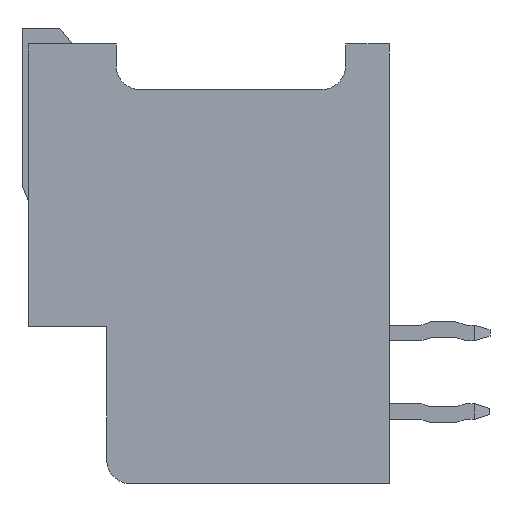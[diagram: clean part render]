
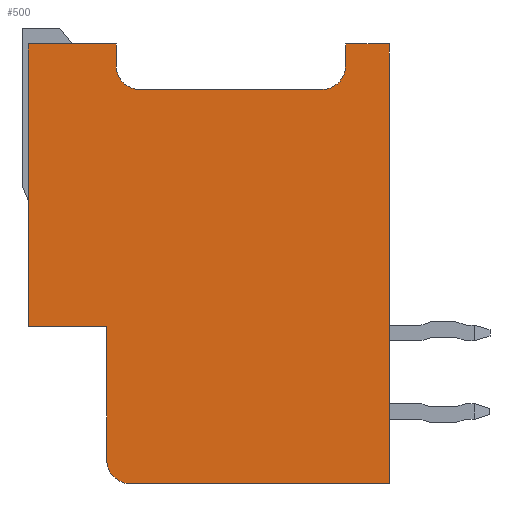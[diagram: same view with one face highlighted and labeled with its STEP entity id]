
A CAD part, left-side view. The second image highlights one B-rep face of the part: STEP entity #500.
In plain terms, the highlighted planar face has unit normal (-1, 0, 0).
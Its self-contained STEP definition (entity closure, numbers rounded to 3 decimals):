
#500 = ADVANCED_FACE( '', ( #1140 ), #1141, .F. );
#1140 = FACE_OUTER_BOUND( '', #1964, .T. );
#1141 = PLANE( '', #1965 );
#1964 = EDGE_LOOP( '', ( #3060, #3061, #3062, #3063, #3064, #3065, #3066, #3067, #3068, #3069, #3070, #3071, #3072 ) );
#1965 = AXIS2_PLACEMENT_3D( '', #3073, #3074, #3075 );
#3060 = ORIENTED_EDGE( '', *, *, #5489, .F. );
#3061 = ORIENTED_EDGE( '', *, *, #5490, .T. );
#3062 = ORIENTED_EDGE( '', *, *, #5491, .F. );
#3063 = ORIENTED_EDGE( '', *, *, #5335, .F. );
#3064 = ORIENTED_EDGE( '', *, *, #5492, .F. );
#3065 = ORIENTED_EDGE( '', *, *, #5493, .F. );
#3066 = ORIENTED_EDGE( '', *, *, #5494, .T. );
#3067 = ORIENTED_EDGE( '', *, *, #5495, .F. );
#3068 = ORIENTED_EDGE( '', *, *, #5496, .T. );
#3069 = ORIENTED_EDGE( '', *, *, #5497, .F. );
#3070 = ORIENTED_EDGE( '', *, *, #5498, .F. );
#3071 = ORIENTED_EDGE( '', *, *, #5499, .F. );
#3072 = ORIENTED_EDGE( '', *, *, #5500, .F. );
#3073 = CARTESIAN_POINT( '', ( -5.7, 0., 0. ) );
#3074 = DIRECTION( '', ( 1., 0., 0. ) );
#3075 = DIRECTION( '', ( 0., 0., -1. ) );
#5335 = EDGE_CURVE( '', #6447, #6449, #6450, .T. );
#5489 = EDGE_CURVE( '', #6720, #6721, #6722, .T. );
#5490 = EDGE_CURVE( '', #6720, #6723, #6724, .F. );
#5491 = EDGE_CURVE( '', #6449, #6723, #6725, .T. );
#5492 = EDGE_CURVE( '', #6726, #6447, #6727, .T. );
#5493 = EDGE_CURVE( '', #6728, #6726, #6729, .T. );
#5494 = EDGE_CURVE( '', #6728, #6730, #6731, .T. );
#5495 = EDGE_CURVE( '', #6732, #6730, #6733, .T. );
#5496 = EDGE_CURVE( '', #6732, #6734, #6735, .T. );
#5497 = EDGE_CURVE( '', #6736, #6734, #6737, .T. );
#5498 = EDGE_CURVE( '', #6738, #6736, #6739, .T. );
#5499 = EDGE_CURVE( '', #6740, #6738, #6741, .T. );
#5500 = EDGE_CURVE( '', #6721, #6740, #6742, .T. );
#6447 = VERTEX_POINT( '', #8051 );
#6449 = VERTEX_POINT( '', #8054 );
#6450 = LINE( '', #8055, #8056 );
#6720 = VERTEX_POINT( '', #8448 );
#6721 = VERTEX_POINT( '', #8449 );
#6722 = LINE( '', #8450, #8451 );
#6723 = VERTEX_POINT( '', #8452 );
#6724 = CIRCLE( '', #8453, 0.75 );
#6725 = LINE( '', #8454, #8455 );
#6726 = VERTEX_POINT( '', #8456 );
#6727 = LINE( '', #8457, #8458 );
#6728 = VERTEX_POINT( '', #8459 );
#6729 = LINE( '', #8460, #8461 );
#6730 = VERTEX_POINT( '', #8462 );
#6731 = CIRCLE( '', #8463, 0.75 );
#6732 = VERTEX_POINT( '', #8464 );
#6733 = LINE( '', #8465, #8466 );
#6734 = VERTEX_POINT( '', #8467 );
#6735 = CIRCLE( '', #8468, 0.75 );
#6736 = VERTEX_POINT( '', #8469 );
#6737 = LINE( '', #8470, #8471 );
#6738 = VERTEX_POINT( '', #8472 );
#6739 = LINE( '', #8473, #8474 );
#6740 = VERTEX_POINT( '', #8475 );
#6741 = LINE( '', #8476, #8477 );
#6742 = LINE( '', #8478, #8479 );
#8051 = CARTESIAN_POINT( '', ( -5.7, -4.5, 7. ) );
#8054 = CARTESIAN_POINT( '', ( -5.7, -4.5, -7. ) );
#8055 = CARTESIAN_POINT( '', ( -5.7, -4.5, 7. ) );
#8056 = VECTOR( '', #10106, 1000. );
#8448 = CARTESIAN_POINT( '', ( -5.7, 4.5, -6.25 ) );
#8449 = CARTESIAN_POINT( '', ( -5.7, 4.5, -2. ) );
#8450 = CARTESIAN_POINT( '', ( -5.7, 4.5, -7. ) );
#8451 = VECTOR( '', #10244, 1000. );
#8452 = CARTESIAN_POINT( '', ( -5.7, 3.75, -7. ) );
#8453 = AXIS2_PLACEMENT_3D( '', #10245, #10246, #10247 );
#8454 = CARTESIAN_POINT( '', ( -5.7, -4.5, -7. ) );
#8455 = VECTOR( '', #10248, 1000. );
#8456 = CARTESIAN_POINT( '', ( -5.7, -3.1, 7. ) );
#8457 = CARTESIAN_POINT( '', ( -5.7, -3.1, 7. ) );
#8458 = VECTOR( '', #10249, 1000. );
#8459 = CARTESIAN_POINT( '', ( -5.7, -3.1, 6.3 ) );
#8460 = CARTESIAN_POINT( '', ( -5.7, -3.1, 5.55 ) );
#8461 = VECTOR( '', #10250, 1000. );
#8462 = CARTESIAN_POINT( '', ( -5.7, -2.35, 5.55 ) );
#8463 = AXIS2_PLACEMENT_3D( '', #10251, #10252, #10253 );
#8464 = CARTESIAN_POINT( '', ( -5.7, 3.45, 5.55 ) );
#8465 = CARTESIAN_POINT( '', ( -5.7, 4.2, 5.55 ) );
#8466 = VECTOR( '', #10254, 1000. );
#8467 = CARTESIAN_POINT( '', ( -5.7, 4.2, 6.3 ) );
#8468 = AXIS2_PLACEMENT_3D( '', #10255, #10256, #10257 );
#8469 = CARTESIAN_POINT( '', ( -5.7, 4.2, 7. ) );
#8470 = CARTESIAN_POINT( '', ( -5.7, 4.2, 7. ) );
#8471 = VECTOR( '', #10258, 1000. );
#8472 = CARTESIAN_POINT( '', ( -5.7, 7., 7. ) );
#8473 = CARTESIAN_POINT( '', ( -5.7, 7., 7. ) );
#8474 = VECTOR( '', #10259, 1000. );
#8475 = CARTESIAN_POINT( '', ( -5.7, 7., -2. ) );
#8476 = CARTESIAN_POINT( '', ( -5.7, 7., -2. ) );
#8477 = VECTOR( '', #10260, 1000. );
#8478 = CARTESIAN_POINT( '', ( -5.7, 4.5, -2. ) );
#8479 = VECTOR( '', #10261, 1000. );
#10106 = DIRECTION( '', ( 0., 0., -1. ) );
#10244 = DIRECTION( '', ( 0., 0., 1. ) );
#10245 = CARTESIAN_POINT( '', ( -5.7, 3.75, -6.25 ) );
#10246 = DIRECTION( '', ( 1., 0., 0. ) );
#10247 = DIRECTION( '', ( 0., 0., -1. ) );
#10248 = DIRECTION( '', ( 0., 1., 0. ) );
#10249 = DIRECTION( '', ( 0., -1., 0. ) );
#10250 = DIRECTION( '', ( 0., 0., 1. ) );
#10251 = CARTESIAN_POINT( '', ( -5.7, -2.35, 6.3 ) );
#10252 = DIRECTION( '', ( 1., 0., 0. ) );
#10253 = DIRECTION( '', ( 0., 0., -1. ) );
#10254 = DIRECTION( '', ( 0., -1., 0. ) );
#10255 = CARTESIAN_POINT( '', ( -5.7, 3.45, 6.3 ) );
#10256 = DIRECTION( '', ( 1., 0., 0. ) );
#10257 = DIRECTION( '', ( 0., 0., -1. ) );
#10258 = DIRECTION( '', ( 0., 0., -1. ) );
#10259 = DIRECTION( '', ( 0., -1., 0. ) );
#10260 = DIRECTION( '', ( 0., 0., 1. ) );
#10261 = DIRECTION( '', ( 0., 1., 0. ) );
